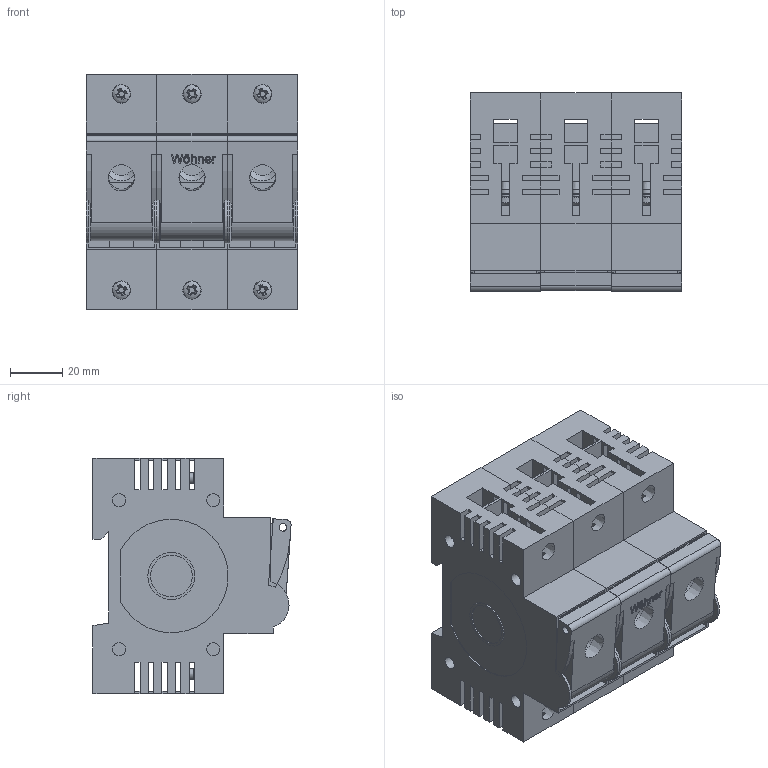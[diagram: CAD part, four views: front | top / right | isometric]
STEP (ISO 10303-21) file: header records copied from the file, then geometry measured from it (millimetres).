
FILE_DESCRIPTION((''),'2;1');
FILE_NAME('31314000.stp','2012-01-24T13:06:36',('hubert.lenker'),(''),'Autodesk Inventor 10','Autodesk Inventor 10','');
FILE_SCHEMA(('AUTOMOTIVE_DESIGN { 1 0 10303 214 1 1 1 1 }'));
Length unit declared in the file: millimetre
Products named in the file (8): 31314000; 31307000; 79688000; 79695200; 303711000; Schraube DIN 7500 - C M4x6; 31307999; 79695000
Assembly tree (13 placements, depth 3):
  31314000
    31307000
      79688000
      79695200
      303711000
      Schraube DIN 7500 - C M4x6  x2
    31307999  x2
      79688000
      79695000
      303711000
      Schraube DIN 7500 - C M4x6
Bounding box: 81 x 75.77 x 90 mm (x, y, z)
Volume: 235145.1 mm3; surface area: 141657.3 mm2
Topology: 15 solids, 15 shells, 1064 faces, 3174 edges, 2102 vertices
Faces by surface type: plane 794, bspline 114, cone 93, cylinder 57, sphere 6
Full cylindrical faces by diameter (mm): 3 x3, 3.65 x6, 4 x6, 16 x3, 16.031 x3, 18 x6
Entity records: 14676 total; most frequent: CARTESIAN_POINT 3903, ORIENTED_EDGE 2328, DIRECTION 1923, EDGE_CURVE 1164, VECTOR 935, LINE 935, VERTEX_POINT 789, AXIS2_PLACEMENT_3D 494
